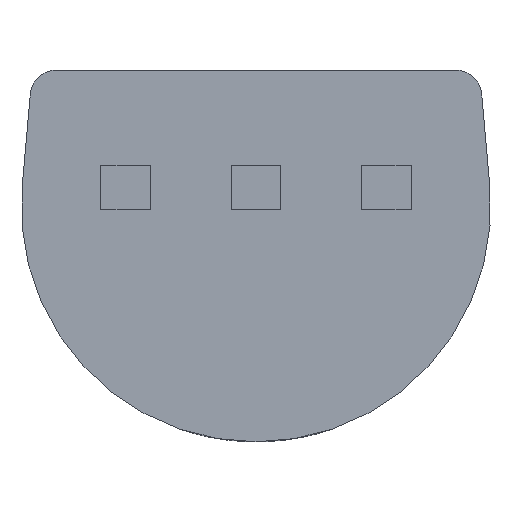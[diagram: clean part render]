
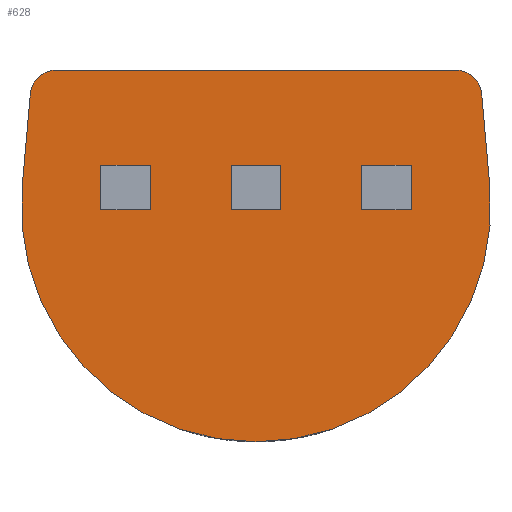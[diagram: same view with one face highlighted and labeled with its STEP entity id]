
A CAD part, front view. The second image highlights one B-rep face of the part: STEP entity #628.
In plain terms, the highlighted planar face has unit normal (0, -1, 0).
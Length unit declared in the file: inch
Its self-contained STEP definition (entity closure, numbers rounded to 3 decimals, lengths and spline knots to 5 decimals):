
#4 = VERTEX_POINT ( 'NONE', #68 ) ;
#12 = VECTOR ( 'NONE', #569, 39.37008 ) ;
#16 = VERTEX_POINT ( 'NONE', #210 ) ;
#28 = CARTESIAN_POINT ( 'NONE',  ( 0., 0.61, -0.0075 ) ) ;
#46 = DIRECTION ( 'NONE',  ( 0., 1., 0. ) ) ;
#68 = CARTESIAN_POINT ( 'NONE',  ( 0.07659, 0.61, 0.045 ) ) ;
#93 = ORIENTED_EDGE ( 'NONE', *, *, #482, .F. ) ;
#96 = DIRECTION ( 'NONE',  ( 0., -1., 0. ) ) ;
#108 = VECTOR ( 'NONE', #317, 39.37008 ) ;
#110 = ORIENTED_EDGE ( 'NONE', *, *, #172, .F. ) ;
#172 = EDGE_CURVE ( 'NONE', #16, #355, #304, .T. ) ;
#173 = PLANE ( 'NONE',  #584 ) ;
#176 = DIRECTION ( 'NONE',  ( 0., 0., -1. ) ) ;
#195 = CARTESIAN_POINT ( 'NONE',  ( 0.08655, 0.61, 0.03587 ) ) ;
#207 = DIRECTION ( 'NONE',  ( 0., 0., -1. ) ) ;
#210 = CARTESIAN_POINT ( 'NONE',  ( -0.08655, 0.61, 0.03587 ) ) ;
#230 = CARTESIAN_POINT ( 'NONE',  ( 0., 0.61, -0.0075 ) ) ;
#243 = DIRECTION ( 'NONE',  ( 0., 1., 0. ) ) ;
#256 = EDGE_CURVE ( 'NONE', #355, #4, #852, .T. ) ;
#282 = DIRECTION ( 'NONE',  ( 0., 0., 1. ) ) ;
#304 = CIRCLE ( 'NONE', #731, 0.01 ) ;
#315 = LINE ( 'NONE', #670, #108 ) ;
#317 = DIRECTION ( 'NONE',  ( 0.087, 0., 0.996 ) ) ;
#355 = VERTEX_POINT ( 'NONE', #619 ) ;
#371 = AXIS2_PLACEMENT_3D ( 'NONE', #230, #243, #373 ) ;
#373 = DIRECTION ( 'NONE',  ( 0., 0., -1. ) ) ;
#376 = VERTEX_POINT ( 'NONE', #786 ) ;
#430 = CARTESIAN_POINT ( 'NONE',  ( -0.07659, 0.61, 0.035 ) ) ;
#432 = CARTESIAN_POINT ( 'NONE',  ( 0., 0.61, -0.0075 ) ) ;
#439 = ORIENTED_EDGE ( 'NONE', *, *, #897, .F. ) ;
#482 = EDGE_CURVE ( 'NONE', #902, #597, #913, .T. ) ;
#489 = VECTOR ( 'NONE', #848, 39.37008 ) ;
#498 = CARTESIAN_POINT ( 'NONE',  ( 0.08655, 0.61, 0.03587 ) ) ;
#500 = CARTESIAN_POINT ( 'NONE',  ( -0.07659, 0.61, 0.045 ) ) ;
#503 = ORIENTED_EDGE ( 'NONE', *, *, #540, .F. ) ;
#506 = LINE ( 'NONE', #498, #12 ) ;
#509 = ORIENTED_EDGE ( 'NONE', *, *, #256, .F. ) ;
#512 = CARTESIAN_POINT ( 'NONE',  ( 0., 0.61, -0.0975 ) ) ;
#540 = EDGE_CURVE ( 'NONE', #597, #16, #315, .T. ) ;
#569 = DIRECTION ( 'NONE',  ( 0.087, 0., -0.996 ) ) ;
#571 = CARTESIAN_POINT ( 'NONE',  ( 0.07659, 0.61, 0.035 ) ) ;
#584 = AXIS2_PLACEMENT_3D ( 'NONE', #28, #96, #176 ) ;
#597 = VERTEX_POINT ( 'NONE', #737 ) ;
#619 = CARTESIAN_POINT ( 'NONE',  ( -0.07659, 0.61, 0.045 ) ) ;
#628 = ADVANCED_FACE ( 'NONE', ( #947 ), #173, .T. ) ;
#645 = DIRECTION ( 'NONE',  ( 0., 1., 0. ) ) ;
#670 = CARTESIAN_POINT ( 'NONE',  ( -0.08655, 0.61, 0.03587 ) ) ;
#672 = CIRCLE ( 'NONE', #745, 0.09 ) ;
#685 = CIRCLE ( 'NONE', #707, 0.01 ) ;
#707 = AXIS2_PLACEMENT_3D ( 'NONE', #571, #930, #282 ) ;
#731 = AXIS2_PLACEMENT_3D ( 'NONE', #430, #645, #207 ) ;
#737 = CARTESIAN_POINT ( 'NONE',  ( -0.08966, 0.61, 0.00034 ) ) ;
#745 = AXIS2_PLACEMENT_3D ( 'NONE', #432, #46, #770 ) ;
#770 = DIRECTION ( 'NONE',  ( 0., 0., -1. ) ) ;
#786 = CARTESIAN_POINT ( 'NONE',  ( 0.08966, 0.61, 0.00034 ) ) ;
#805 = EDGE_CURVE ( 'NONE', #376, #902, #672, .T. ) ;
#834 = ORIENTED_EDGE ( 'NONE', *, *, #853, .F. ) ;
#848 = DIRECTION ( 'NONE',  ( 1., 0., 0. ) ) ;
#852 = LINE ( 'NONE', #500, #489 ) ;
#853 = EDGE_CURVE ( 'NONE', #4, #919, #685, .T. ) ;
#871 = ORIENTED_EDGE ( 'NONE', *, *, #805, .F. ) ;
#897 = EDGE_CURVE ( 'NONE', #919, #376, #506, .T. ) ;
#902 = VERTEX_POINT ( 'NONE', #512 ) ;
#907 = EDGE_LOOP ( 'NONE', ( #871, #439, #834, #509, #110, #503, #93 ) ) ;
#913 = CIRCLE ( 'NONE', #371, 0.09 ) ;
#919 = VERTEX_POINT ( 'NONE', #195 ) ;
#930 = DIRECTION ( 'NONE',  ( 0., 1., 0. ) ) ;
#947 = FACE_OUTER_BOUND ( 'NONE', #907, .T. ) ;
